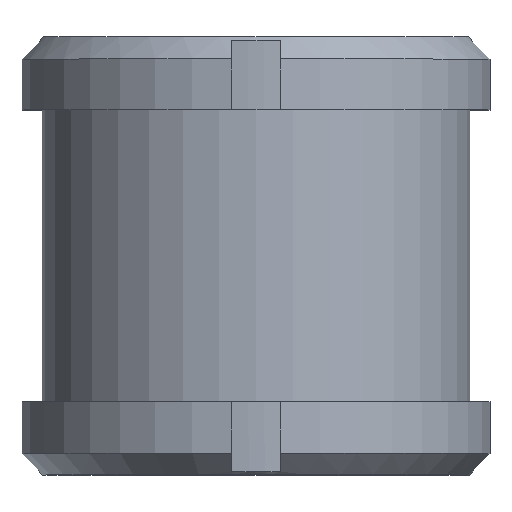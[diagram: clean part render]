
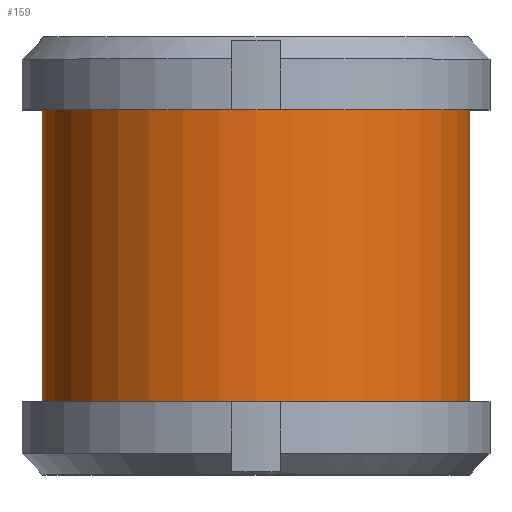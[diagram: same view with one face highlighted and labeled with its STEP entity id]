
A CAD part, top view. The second image highlights one B-rep face of the part: STEP entity #159.
In plain terms, the highlighted cylindrical face has radius 26.375 mm (diameter 52.75 mm), a full revolution.
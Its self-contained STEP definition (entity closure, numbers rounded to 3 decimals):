
#159 = ADVANCED_FACE( '', ( #333, #334 ), #335, .T. );
#333 = FACE_OUTER_BOUND( '', #512, .T. );
#334 = FACE_OUTER_BOUND( '', #513, .T. );
#335 = CYLINDRICAL_SURFACE( '', #514, 26.375 );
#512 = EDGE_LOOP( '', ( #886 ) );
#513 = EDGE_LOOP( '', ( #887 ) );
#514 = AXIS2_PLACEMENT_3D( '', #888, #889, #890 );
#886 = ORIENTED_EDGE( '', *, *, #1081, .T. );
#887 = ORIENTED_EDGE( '', *, *, #1035, .F. );
#888 = CARTESIAN_POINT( '', ( 0., 0., 0. ) );
#889 = DIRECTION( '', ( 0., 1., 0. ) );
#890 = DIRECTION( '', ( 0., 0., -1. ) );
#1035 = EDGE_CURVE( '', #1239, #1239, #1240, .T. );
#1081 = EDGE_CURVE( '', #1310, #1310, #1311, .T. );
#1239 = VERTEX_POINT( '', #1542 );
#1240 = CIRCLE( '', #1543, 26.375 );
#1310 = VERTEX_POINT( '', #1659 );
#1311 = CIRCLE( '', #1660, 26.375 );
#1542 = CARTESIAN_POINT( '', ( 0., 9., -26.375 ) );
#1543 = AXIS2_PLACEMENT_3D( '', #1843, #1844, #1845 );
#1659 = CARTESIAN_POINT( '', ( 0., 45., -26.375 ) );
#1660 = AXIS2_PLACEMENT_3D( '', #1904, #1905, #1906 );
#1843 = CARTESIAN_POINT( '', ( 0., 9., 0. ) );
#1844 = DIRECTION( '', ( 0., -1., 0. ) );
#1845 = DIRECTION( '', ( 0., 0., -1. ) );
#1904 = CARTESIAN_POINT( '', ( 0., 45., 0. ) );
#1905 = DIRECTION( '', ( 0., -1., 0. ) );
#1906 = DIRECTION( '', ( 0., 0., -1. ) );
